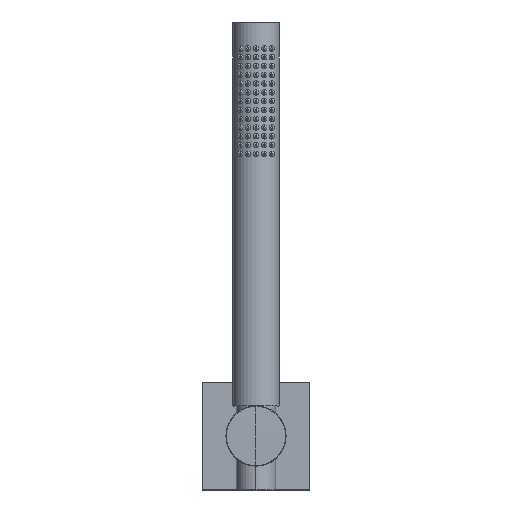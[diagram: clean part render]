
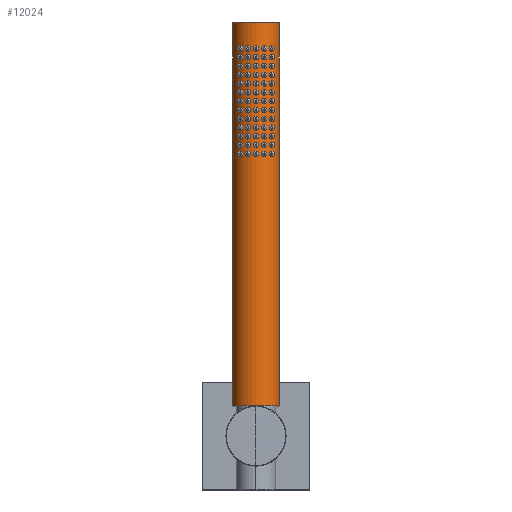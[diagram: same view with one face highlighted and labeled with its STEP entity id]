
A CAD part, top view. The second image highlights one B-rep face of the part: STEP entity #12024.
In plain terms, the highlighted cylindrical face has radius 13 mm (diameter 26 mm), a partial arc.
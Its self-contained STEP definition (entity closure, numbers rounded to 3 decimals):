
#95 = DIRECTION ( 'NONE',  ( 0., 0., -1. ) ) ;
#272 = EDGE_CURVE ( 'NONE', #5053, #1049, #549, .T. ) ;
#323 = AXIS2_PLACEMENT_3D ( 'NONE', #9536, #9585, #10753 ) ;
#421 = EDGE_LOOP ( 'NONE', ( #11076, #1781, #13921, #7293 ) ) ;
#464 = CARTESIAN_POINT ( 'NONE',  ( -13., 0., 214. ) ) ;
#549 = CIRCLE ( 'NONE', #4552, 13. ) ;
#1049 = VERTEX_POINT ( 'NONE', #15109 ) ;
#1374 = CARTESIAN_POINT ( 'NONE',  ( 0., 0., 213.8 ) ) ;
#1781 = ORIENTED_EDGE ( 'NONE', *, *, #7388, .T. ) ;
#1989 = DIRECTION ( 'NONE',  ( 0., 0., 1. ) ) ;
#4552 = AXIS2_PLACEMENT_3D ( 'NONE', #10303, #1989, #9108 ) ;
#4909 = CIRCLE ( 'NONE', #6354, 13. ) ;
#5053 = VERTEX_POINT ( 'NONE', #13170 ) ;
#5085 = EDGE_CURVE ( 'NONE', #15122, #5053, #6540, .T. ) ;
#5980 = CYLINDRICAL_SURFACE ( 'NONE', #323, 13. ) ;
#6354 = AXIS2_PLACEMENT_3D ( 'NONE', #1374, #95, #7241 ) ;
#6540 = LINE ( 'NONE', #464, #6588 ) ;
#6588 = VECTOR ( 'NONE', #7616, 1000. ) ;
#7241 = DIRECTION ( 'NONE',  ( 1., 0., 0. ) ) ;
#7293 = ORIENTED_EDGE ( 'NONE', *, *, #272, .T. ) ;
#7388 = EDGE_CURVE ( 'NONE', #9941, #15122, #4909, .T. ) ;
#7616 = DIRECTION ( 'NONE',  ( 0., 0., -1. ) ) ;
#7837 = VECTOR ( 'NONE', #9607, 1000. ) ;
#9108 = DIRECTION ( 'NONE',  ( 1., 0., 0. ) ) ;
#9536 = CARTESIAN_POINT ( 'NONE',  ( 0., 0., 214. ) ) ;
#9585 = DIRECTION ( 'NONE',  ( 0., 0., -1. ) ) ;
#9607 = DIRECTION ( 'NONE',  ( 0., 0., -1. ) ) ;
#9941 = VERTEX_POINT ( 'NONE', #9996 ) ;
#9996 = CARTESIAN_POINT ( 'NONE',  ( 13., 0., 213.8 ) ) ;
#10303 = CARTESIAN_POINT ( 'NONE',  ( 0., 0., 0.2 ) ) ;
#10753 = DIRECTION ( 'NONE',  ( -1., 0., 0. ) ) ;
#11019 = LINE ( 'NONE', #12336, #7837 ) ;
#11076 = ORIENTED_EDGE ( 'NONE', *, *, #14822, .F. ) ;
#11849 = CARTESIAN_POINT ( 'NONE',  ( -13., 0., 213.8 ) ) ;
#12024 = ADVANCED_FACE ( 'NONE', ( #12294 ), #5980, .T. ) ;
#12294 = FACE_OUTER_BOUND ( 'NONE', #421, .T. ) ;
#12336 = CARTESIAN_POINT ( 'NONE',  ( 13., 0., 214. ) ) ;
#13170 = CARTESIAN_POINT ( 'NONE',  ( -13., 0., 0.2 ) ) ;
#13921 = ORIENTED_EDGE ( 'NONE', *, *, #5085, .T. ) ;
#14822 = EDGE_CURVE ( 'NONE', #9941, #1049, #11019, .T. ) ;
#15109 = CARTESIAN_POINT ( 'NONE',  ( 13., 0., 0.2 ) ) ;
#15122 = VERTEX_POINT ( 'NONE', #11849 ) ;
